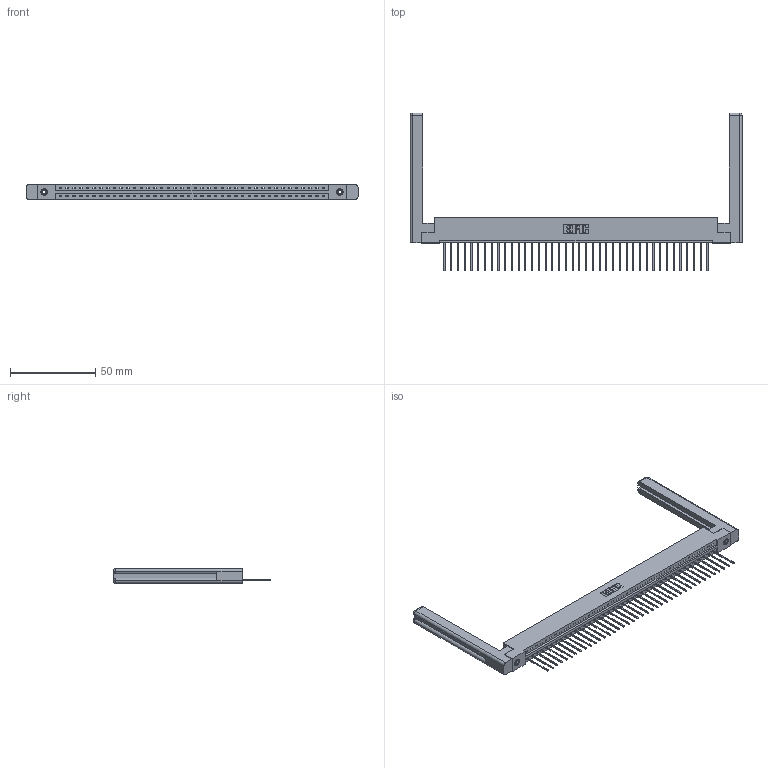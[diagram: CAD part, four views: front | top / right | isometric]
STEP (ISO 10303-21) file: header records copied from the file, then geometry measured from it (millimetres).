
FILE_DESCRIPTION (( 'STEP AP203' ), '1' );
FILE_NAME ('337-040-542-158.STEP', '2019-10-01T19:55:14', ( '' ), ( '' ), 'SwSTEP 2.0', 'SolidWorks 2016', '' );
FILE_SCHEMA (( 'CONFIG_CONTROL_DESIGN' ));
Length unit declared in the file: inch
Products named in the file (5): 345-250-001_345-250-001-102; 337 Part_Flush Mounting Lugs - 0.156 Dia-TI; 337-040-542-158; 307-220-058; 345-292-001_345-293-142
Assembly tree (45 placements, depth 2):
  337-040-542-158
    337 Part_Flush Mounting Lugs - 0.156 Dia-TI
    345-292-001_345-293-142  x40
    345-250-001_345-250-001-102  x2
    307-220-058  x2
Bounding box: 195.12 x 92.72 x 9.4 mm (x, y, z)
Volume: 27505.9 mm3; surface area: 26809.5 mm2
Topology: 45 solids, 45 shells, 2736 faces, 8185 edges, 5390 vertices
Faces by surface type: plane 1994, cylinder 718, cone 12, torus 12
Entity records: 32644 total; most frequent: CARTESIAN_POINT 5685, ORIENTED_EDGE 5600, DIRECTION 4808, EDGE_CURVE 2800, VECTOR 2624, LINE 2624, VERTEX_POINT 1858, AXIS2_PLACEMENT_3D 1092
